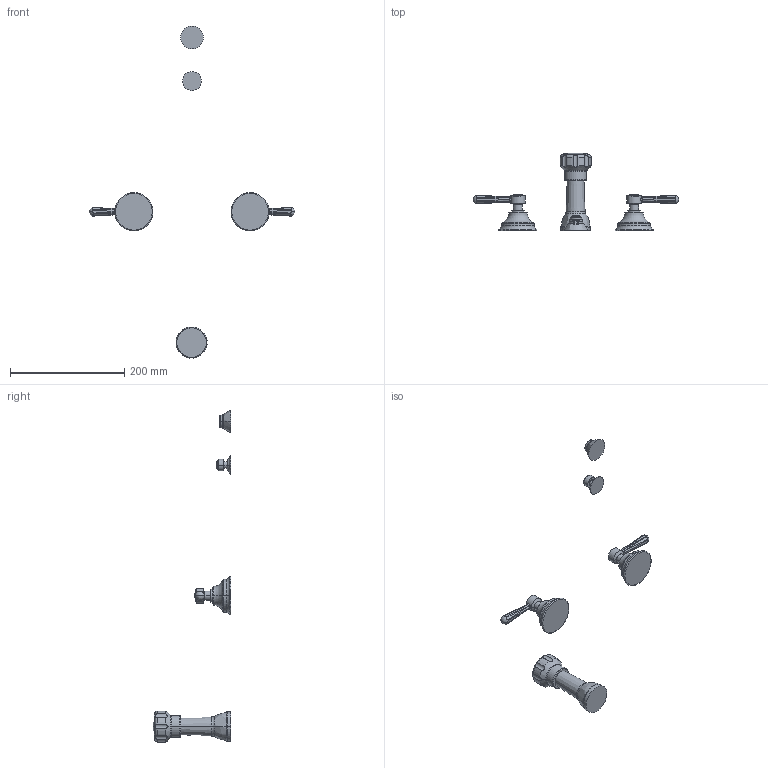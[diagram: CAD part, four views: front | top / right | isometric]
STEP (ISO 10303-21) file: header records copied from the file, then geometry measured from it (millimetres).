
FILE_DESCRIPTION((''),'2;1');
FILE_NAME('1669','2021-01-28T10:45:51',('jinson.thomas'),(''),'CREO PARAMETRIC BY PTC INC, 2018400','CREO PARAMETRIC BY PTC INC, 2018400','');
FILE_SCHEMA(('CONFIG_CONTROL_DESIGN'));
Length unit declared in the file: inch
Products named in the file (1): 1669
Bounding box: 359.38 x 135.97 x 580.53 mm (x, y, z)
Volume: 359165.3 mm3; surface area: 63932.6 mm2
Topology: 7 solids, 7 shells, 943 faces, 2523 edges, 1649 vertices
Faces by surface type: plane 449, cylinder 320, sphere 66, torus 44, cone 22, bspline 22, extrusion 20
Entity records: 36246 total; most frequent: CARTESIAN_POINT 12888, ORIENTED_EDGE 5026, DIRECTION 4836, EDGE_CURVE 2513, AXIS2_PLACEMENT_3D 1991, VERTEX_POINT 1649, CIRCLE 1090, EDGE_LOOP 1008
